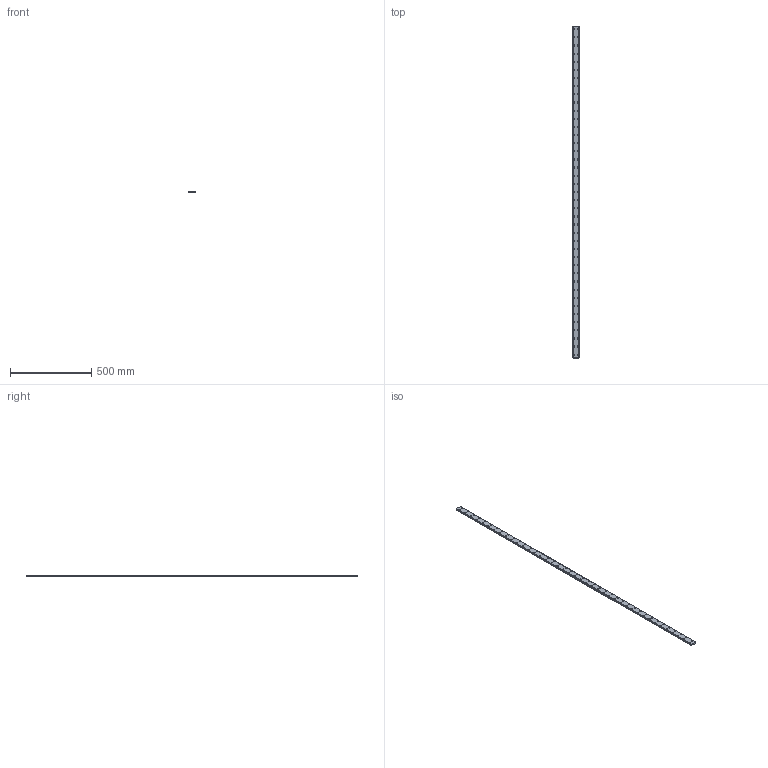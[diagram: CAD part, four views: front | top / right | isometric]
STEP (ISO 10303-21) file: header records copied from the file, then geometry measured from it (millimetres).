
FILE_DESCRIPTION(('STEP AP214'),'1');
FILE_NAME('cctmp_EB0E30AB-AD3E-4266-A02A-FD765A6DFB03_2021_03_03_12_22_31_0368..stp','2021-03-03T11:22:31',('HIWIN GmbH'),('CADClick - www.CADClick.com'),'Spatial InterOp 3D',' ','unknown authorization');
FILE_SCHEMA(('AUTOMOTIVE_DESIGN'));
Length unit declared in the file: millimetre
Products named in the file (1): WER21R2040H_FILE
Bounding box: 37 x 2040 x 11 mm (x, y, z)
Volume: 755866.9 mm3; surface area: 221070.9 mm2
Topology: 1 solids, 1 shells, 841 faces, 1767 edges, 1178 vertices
Faces by surface type: cylinder 510, plane 331
Entity records: 29733 total; most frequent: DIRECTION 4471, CARTESIAN_POINT 3787, ORIENTED_EDGE 3534, AXIS2_PLACEMENT_3D 1862, EDGE_CURVE 1767, VERTEX_POINT 1178, EDGE_LOOP 1091, CIRCLE 1020
